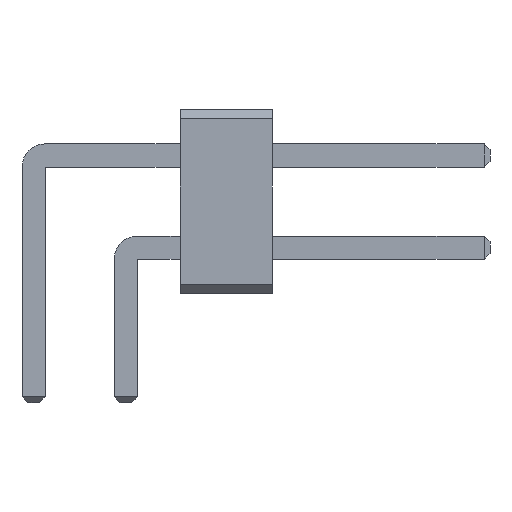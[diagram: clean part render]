
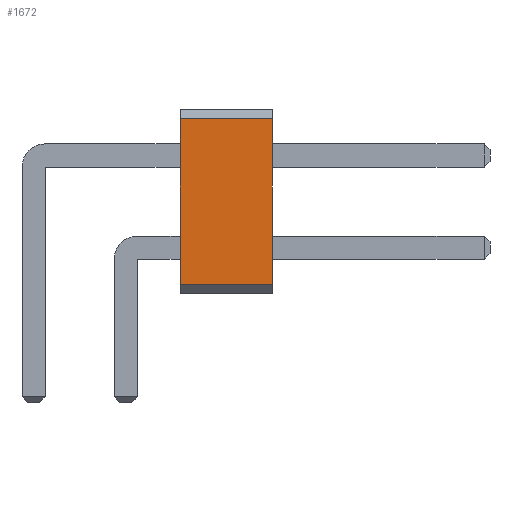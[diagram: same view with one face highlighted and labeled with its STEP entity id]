
A CAD part, front view. The second image highlights one B-rep face of the part: STEP entity #1672.
In plain terms, the highlighted planar face has unit normal (0, -1, 0).
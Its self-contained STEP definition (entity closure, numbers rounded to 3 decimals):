
#222 = VERTEX_POINT('',#223);
#223 = CARTESIAN_POINT('',(4.04,-11.43,0.254));
#229 = EDGE_CURVE('',#222,#230,#232,.T.);
#230 = VERTEX_POINT('',#231);
#231 = CARTESIAN_POINT('',(4.04,-11.43,4.826));
#232 = LINE('',#233,#234);
#233 = CARTESIAN_POINT('',(4.04,-11.43,0.254));
#234 = VECTOR('',#235,1.);
#235 = DIRECTION('',(0.,0.,1.));
#769 = VERTEX_POINT('',#770);
#770 = CARTESIAN_POINT('',(6.58,-11.43,0.254));
#776 = EDGE_CURVE('',#769,#777,#779,.T.);
#777 = VERTEX_POINT('',#778);
#778 = CARTESIAN_POINT('',(6.58,-11.43,4.826));
#779 = LINE('',#780,#781);
#780 = CARTESIAN_POINT('',(6.58,-11.43,0.254));
#781 = VECTOR('',#782,1.);
#782 = DIRECTION('',(0.,0.,1.));
#1644 = EDGE_CURVE('',#222,#769,#1645,.T.);
#1645 = LINE('',#1646,#1647);
#1646 = CARTESIAN_POINT('',(4.04,-11.43,0.254));
#1647 = VECTOR('',#1648,1.);
#1648 = DIRECTION('',(1.,-0.,-0.));
#1672 = ADVANCED_FACE('',(#1673),#1684,.T.);
#1673 = FACE_BOUND('',#1674,.T.);
#1674 = EDGE_LOOP('',(#1675,#1676,#1677,#1683));
#1675 = ORIENTED_EDGE('',*,*,#1644,.T.);
#1676 = ORIENTED_EDGE('',*,*,#776,.T.);
#1677 = ORIENTED_EDGE('',*,*,#1678,.F.);
#1678 = EDGE_CURVE('',#230,#777,#1679,.T.);
#1679 = LINE('',#1680,#1681);
#1680 = CARTESIAN_POINT('',(4.04,-11.43,4.826));
#1681 = VECTOR('',#1682,1.);
#1682 = DIRECTION('',(1.,-0.,-0.));
#1683 = ORIENTED_EDGE('',*,*,#229,.F.);
#1684 = PLANE('',#1685);
#1685 = AXIS2_PLACEMENT_3D('',#1686,#1687,#1688);
#1686 = CARTESIAN_POINT('',(4.04,-11.43,0.254));
#1687 = DIRECTION('',(0.,-1.,0.));
#1688 = DIRECTION('',(0.,0.,1.));
